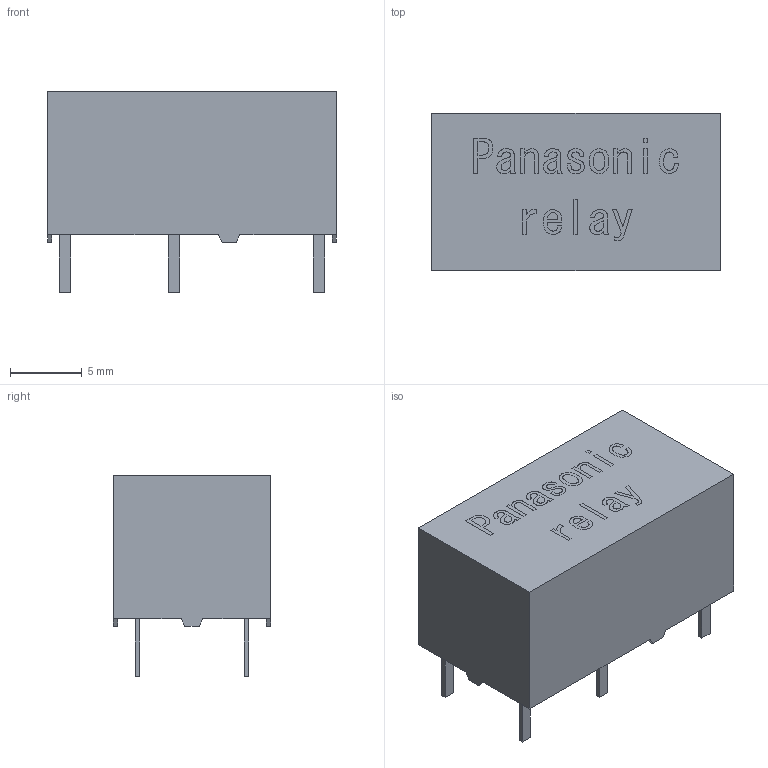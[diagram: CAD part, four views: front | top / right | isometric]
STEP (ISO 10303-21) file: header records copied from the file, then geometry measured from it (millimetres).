
FILE_DESCRIPTION (( 'STEP AP214' ), '1' );
FILE_NAME ('agp201・f.step', '2020-04-02T00:50:31', ( '' ), ( '(C)Panasonic Corporation 2020' ), '', '', '' );
FILE_SCHEMA (( 'AUTOMOTIVE_DESIGN' ));
Length unit declared in the file: millimetre
Products named in the file (1): agp201・f
Bounding box: 20.2 x 11 x 14 mm (x, y, z)
Volume: 2228.5 mm3; surface area: 1127.1 mm2
Topology: 1 solids, 1 shells, 313 faces, 852 edges, 568 vertices
Faces by surface type: bspline 171, plane 142
Entity records: 14682 total; most frequent: CARTESIAN_POINT 7913, ORIENTED_EDGE 1704, EDGE_CURVE 852, DIRECTION 796, VERTEX_POINT 568, LINE 510, VECTOR 510, B_SPLINE_CURVE_WITH_KNOTS 342
